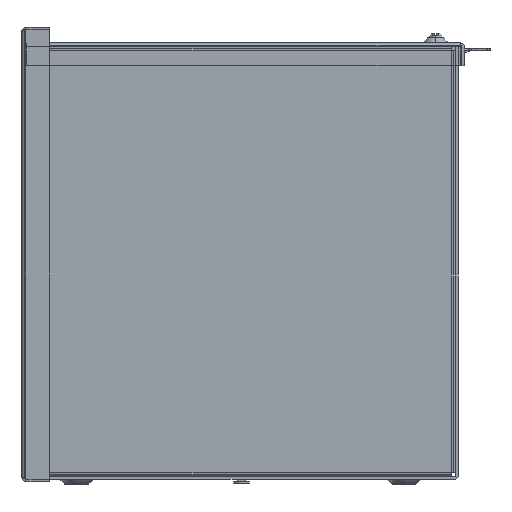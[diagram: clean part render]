
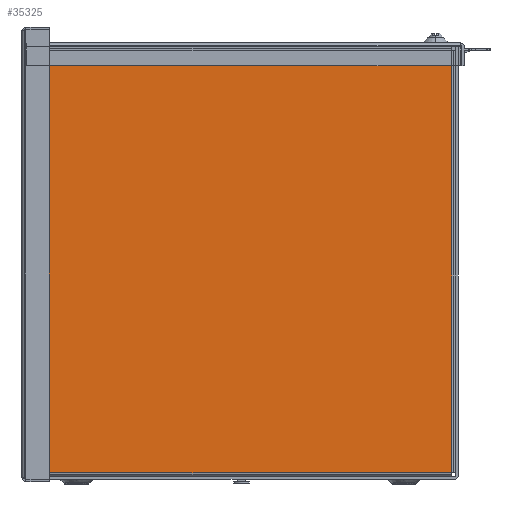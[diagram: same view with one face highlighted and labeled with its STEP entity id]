
A CAD part, left-side view. The second image highlights one B-rep face of the part: STEP entity #35325.
In plain terms, the highlighted planar face has unit normal (-1, 0, 0).
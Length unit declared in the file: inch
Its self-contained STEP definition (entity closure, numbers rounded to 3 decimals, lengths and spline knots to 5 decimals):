
#61 = DIRECTION ( 'NONE',  ( -1., 0., 0. ) ) ;
#550 = LINE ( 'NONE', #15451, #29804 ) ;
#1585 = LINE ( 'NONE', #35283, #13211 ) ;
#2110 = DIRECTION ( 'NONE',  ( 0., 0., -1. ) ) ;
#2804 = VERTEX_POINT ( 'NONE', #23895 ) ;
#2807 = CARTESIAN_POINT ( 'NONE',  ( -42., -5.767, 0.197 ) ) ;
#3215 = VECTOR ( 'NONE', #13812, 39.37008 ) ;
#3514 = DIRECTION ( 'NONE',  ( 0., 0., 1. ) ) ;
#3949 = CARTESIAN_POINT ( 'NONE',  ( -42., 5.944, 11.908 ) ) ;
#4237 = VERTEX_POINT ( 'NONE', #45177 ) ;
#4327 = VERTEX_POINT ( 'NONE', #35659 ) ;
#5175 = EDGE_CURVE ( 'NONE', #43506, #2804, #44029, .T. ) ;
#5398 = VECTOR ( 'NONE', #12868, 39.37008 ) ;
#6172 = CARTESIAN_POINT ( 'NONE',  ( -42., 5.836, 0.197 ) ) ;
#7792 = LINE ( 'NONE', #37575, #40548 ) ;
#8810 = VERTEX_POINT ( 'NONE', #20539 ) ;
#9149 = CARTESIAN_POINT ( 'NONE',  ( -42., 5.944, 11.783 ) ) ;
#9386 = VECTOR ( 'NONE', #46219, 39.37008 ) ;
#9675 = LINE ( 'NONE', #2807, #3215 ) ;
#11119 = EDGE_CURVE ( 'NONE', #14811, #46116, #17973, .T. ) ;
#11362 = DIRECTION ( 'NONE',  ( 0., 0., -1. ) ) ;
#12073 = EDGE_CURVE ( 'NONE', #21264, #8810, #1585, .T. ) ;
#12164 = EDGE_CURVE ( 'NONE', #21637, #43506, #38209, .T. ) ;
#12341 = DIRECTION ( 'NONE',  ( 0., 1., 0. ) ) ;
#12868 = DIRECTION ( 'NONE',  ( 0., -1., 0. ) ) ;
#13211 = VECTOR ( 'NONE', #24287, 39.37008 ) ;
#13307 = EDGE_CURVE ( 'NONE', #17273, #21637, #7792, .T. ) ;
#13812 = DIRECTION ( 'NONE',  ( 0., 0., 1. ) ) ;
#14665 = ORIENTED_EDGE ( 'NONE', *, *, #38426, .T. ) ;
#14703 = DIRECTION ( 'NONE',  ( 0., 0., -1. ) ) ;
#14811 = VERTEX_POINT ( 'NONE', #42992 ) ;
#15451 = CARTESIAN_POINT ( 'NONE',  ( -42., -5.892, 0.197 ) ) ;
#15566 = DIRECTION ( 'NONE',  ( 0., 1., 0. ) ) ;
#15886 = VECTOR ( 'NONE', #3514, 39.37008 ) ;
#16058 = CARTESIAN_POINT ( 'NONE',  ( -42., 5.819, 11.783 ) ) ;
#17273 = VERTEX_POINT ( 'NONE', #23083 ) ;
#17581 = EDGE_CURVE ( 'NONE', #8810, #4327, #27172, .T. ) ;
#17820 = EDGE_CURVE ( 'NONE', #35130, #21264, #20436, .T. ) ;
#17973 = LINE ( 'NONE', #21865, #25620 ) ;
#19154 = LINE ( 'NONE', #34307, #32776 ) ;
#19485 = CARTESIAN_POINT ( 'NONE',  ( -42., 5.819, 0.197 ) ) ;
#19596 = CARTESIAN_POINT ( 'NONE',  ( -42., 5.944, 0.18 ) ) ;
#20289 = EDGE_CURVE ( 'NONE', #46116, #4237, #37958, .T. ) ;
#20436 = LINE ( 'NONE', #38266, #5398 ) ;
#20539 = CARTESIAN_POINT ( 'NONE',  ( -42., 5.819, 0.18 ) ) ;
#20618 = ORIENTED_EDGE ( 'NONE', *, *, #11119, .T. ) ;
#20924 = ORIENTED_EDGE ( 'NONE', *, *, #28728, .T. ) ;
#21264 = VERTEX_POINT ( 'NONE', #19485 ) ;
#21637 = VERTEX_POINT ( 'NONE', #31091 ) ;
#21865 = CARTESIAN_POINT ( 'NONE',  ( -42., 5.819, 11.783 ) ) ;
#21955 = ORIENTED_EDGE ( 'NONE', *, *, #17581, .T. ) ;
#23083 = CARTESIAN_POINT ( 'NONE',  ( -42., -5.784, 0.197 ) ) ;
#23895 = CARTESIAN_POINT ( 'NONE',  ( -42., -5.767, 11.8 ) ) ;
#24287 = DIRECTION ( 'NONE',  ( 0., 0., -1. ) ) ;
#24888 = AXIS2_PLACEMENT_3D ( 'NONE', #3949, #61, #14703 ) ;
#25069 = VERTEX_POINT ( 'NONE', #33669 ) ;
#25620 = VECTOR ( 'NONE', #2110, 39.37008 ) ;
#25936 = PLANE ( 'NONE',  #24888 ) ;
#27172 = LINE ( 'NONE', #19596, #33458 ) ;
#27744 = VECTOR ( 'NONE', #15566, 39.37008 ) ;
#28728 = EDGE_CURVE ( 'NONE', #2804, #14811, #44819, .T. ) ;
#29466 = ORIENTED_EDGE ( 'NONE', *, *, #12164, .T. ) ;
#29804 = VECTOR ( 'NONE', #37888, 39.37008 ) ;
#30781 = ORIENTED_EDGE ( 'NONE', *, *, #13307, .T. ) ;
#31091 = CARTESIAN_POINT ( 'NONE',  ( -42., -5.784, 11.783 ) ) ;
#31562 = EDGE_LOOP ( 'NONE', ( #30781, #29466, #46748, #20924, #20618, #45722, #46069, #32421, #45248, #21955, #41120, #14665 ) ) ;
#32421 = ORIENTED_EDGE ( 'NONE', *, *, #17820, .T. ) ;
#32776 = VECTOR ( 'NONE', #11362, 39.37008 ) ;
#32854 = CARTESIAN_POINT ( 'NONE',  ( -42., -5.767, 11.908 ) ) ;
#33458 = VECTOR ( 'NONE', #34502, 39.37008 ) ;
#33669 = CARTESIAN_POINT ( 'NONE',  ( -42., -5.767, 0.197 ) ) ;
#34307 = CARTESIAN_POINT ( 'NONE',  ( -42., 5.836, 11.908 ) ) ;
#34502 = DIRECTION ( 'NONE',  ( 0., -1., 0. ) ) ;
#35130 = VERTEX_POINT ( 'NONE', #6172 ) ;
#35146 = FACE_OUTER_BOUND ( 'NONE', #31562, .T. ) ;
#35283 = CARTESIAN_POINT ( 'NONE',  ( -42., 5.819, 0.072 ) ) ;
#35325 = ADVANCED_FACE ( 'NONE', ( #35146 ), #25936, .T. ) ;
#35355 = CARTESIAN_POINT ( 'NONE',  ( -42., -5.767, 11.783 ) ) ;
#35659 = CARTESIAN_POINT ( 'NONE',  ( -42., -5.767, 0.18 ) ) ;
#36207 = EDGE_CURVE ( 'NONE', #4237, #35130, #19154, .T. ) ;
#37083 = DIRECTION ( 'NONE',  ( 0., 0., 1. ) ) ;
#37575 = CARTESIAN_POINT ( 'NONE',  ( -42., -5.784, 11.908 ) ) ;
#37640 = EDGE_CURVE ( 'NONE', #4327, #25069, #9675, .T. ) ;
#37888 = DIRECTION ( 'NONE',  ( 0., -1., 0. ) ) ;
#37958 = LINE ( 'NONE', #9149, #9386 ) ;
#37994 = CARTESIAN_POINT ( 'NONE',  ( -42., 5.944, 11.8 ) ) ;
#38209 = LINE ( 'NONE', #45755, #46702 ) ;
#38266 = CARTESIAN_POINT ( 'NONE',  ( -42., 5.819, 0.197 ) ) ;
#38426 = EDGE_CURVE ( 'NONE', #25069, #17273, #550, .T. ) ;
#40548 = VECTOR ( 'NONE', #37083, 39.37008 ) ;
#41120 = ORIENTED_EDGE ( 'NONE', *, *, #37640, .T. ) ;
#42992 = CARTESIAN_POINT ( 'NONE',  ( -42., 5.819, 11.8 ) ) ;
#43506 = VERTEX_POINT ( 'NONE', #35355 ) ;
#44029 = LINE ( 'NONE', #32854, #15886 ) ;
#44819 = LINE ( 'NONE', #37994, #27744 ) ;
#45177 = CARTESIAN_POINT ( 'NONE',  ( -42., 5.836, 11.783 ) ) ;
#45248 = ORIENTED_EDGE ( 'NONE', *, *, #12073, .T. ) ;
#45722 = ORIENTED_EDGE ( 'NONE', *, *, #20289, .T. ) ;
#45755 = CARTESIAN_POINT ( 'NONE',  ( -42., -5.767, 11.783 ) ) ;
#46069 = ORIENTED_EDGE ( 'NONE', *, *, #36207, .T. ) ;
#46116 = VERTEX_POINT ( 'NONE', #16058 ) ;
#46219 = DIRECTION ( 'NONE',  ( 0., 1., 0. ) ) ;
#46702 = VECTOR ( 'NONE', #12341, 39.37008 ) ;
#46748 = ORIENTED_EDGE ( 'NONE', *, *, #5175, .T. ) ;
